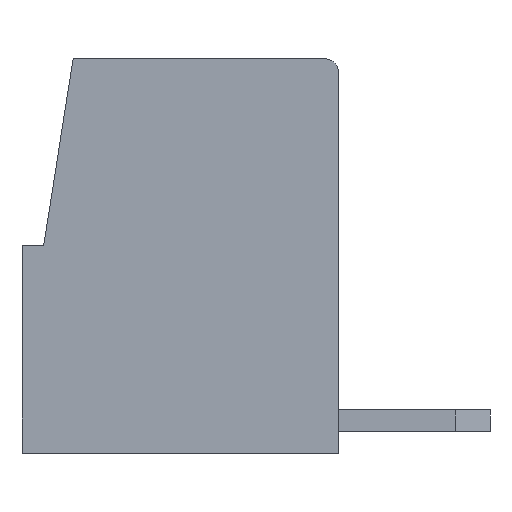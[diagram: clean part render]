
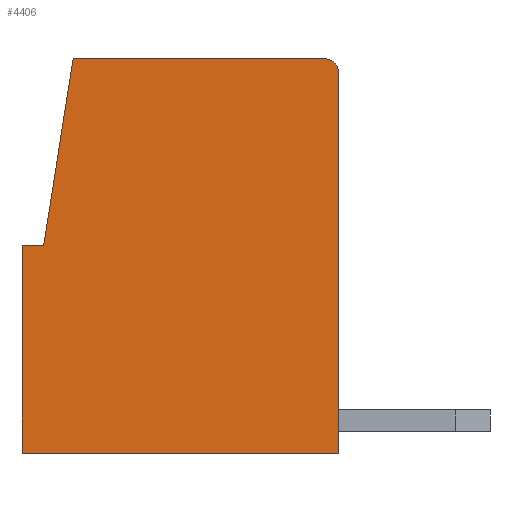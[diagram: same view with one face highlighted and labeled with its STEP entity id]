
A CAD part, left-side view. The second image highlights one B-rep face of the part: STEP entity #4406.
In plain terms, the highlighted planar face has unit normal (-1, 0, 0).
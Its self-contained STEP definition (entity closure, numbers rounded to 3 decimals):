
#67=PLANE('',#5748);
#277=CIRCLE('',#5737,0.3);
#400=ORIENTED_EDGE('',*,*,#1652,.T.);
#401=ORIENTED_EDGE('',*,*,#1609,.F.);
#402=ORIENTED_EDGE('',*,*,#1666,.F.);
#403=ORIENTED_EDGE('',*,*,#1667,.T.);
#404=ORIENTED_EDGE('',*,*,#1668,.T.);
#405=ORIENTED_EDGE('',*,*,#1610,.T.);
#406=ORIENTED_EDGE('',*,*,#1665,.T.);
#1609=EDGE_CURVE('',#2253,#2251,#277,.T.);
#1610=EDGE_CURVE('',#2254,#2255,#2678,.T.);
#1652=EDGE_CURVE('',#2293,#2251,#2719,.T.);
#1665=EDGE_CURVE('',#2255,#2293,#2732,.T.);
#1666=EDGE_CURVE('',#2300,#2253,#2733,.T.);
#1667=EDGE_CURVE('',#2300,#2301,#2734,.T.);
#1668=EDGE_CURVE('',#2301,#2254,#2735,.T.);
#2251=VERTEX_POINT('',#7195);
#2253=VERTEX_POINT('',#7199);
#2254=VERTEX_POINT('',#7203);
#2255=VERTEX_POINT('',#7204);
#2293=VERTEX_POINT('',#7286);
#2300=VERTEX_POINT('',#7314);
#2301=VERTEX_POINT('',#7316);
#2678=LINE('',#7202,#3280);
#2719=LINE('',#7285,#3321);
#2732=LINE('',#7311,#3334);
#2733=LINE('',#7313,#3335);
#2734=LINE('',#7315,#3336);
#2735=LINE('',#7317,#3337);
#3280=VECTOR('',#6031,1000.);
#3321=VECTOR('',#6078,1000.);
#3334=VECTOR('',#6103,1000.);
#3335=VECTOR('',#6106,1000.);
#3336=VECTOR('',#6107,1000.);
#3337=VECTOR('',#6108,1000.);
#3890=EDGE_LOOP('',(#400,#401,#402,#403,#404,#405,#406));
#4140=FACE_BOUND('',#3890,.T.);
#4406=ADVANCED_FACE('',(#4140),#67,.F.);
#5737=AXIS2_PLACEMENT_3D('',#7200,#6027,#6028);
#5748=AXIS2_PLACEMENT_3D('',#7312,#6104,#6105);
#6027=DIRECTION('',(1.,0.,0.));
#6028=DIRECTION('',(0.,-1.,0.));
#6031=DIRECTION('',(0.,0.,-1.));
#6078=DIRECTION('',(0.,0.,1.));
#6103=DIRECTION('',(0.,-1.,0.));
#6104=DIRECTION('',(1.,0.,0.));
#6105=DIRECTION('',(0.,1.,0.));
#6106=DIRECTION('',(0.,-1.,0.));
#6107=DIRECTION('',(0.,0.156,-0.988));
#6108=DIRECTION('',(0.,1.,0.));
#7195=CARTESIAN_POINT('',(-1.75,-7.3,8.8));
#7199=CARTESIAN_POINT('',(-1.75,-7.,9.1));
#7200=CARTESIAN_POINT('',(-1.75,-7.,8.8));
#7202=CARTESIAN_POINT('',(-1.75,0.,0.));
#7203=CARTESIAN_POINT('',(-1.75,0.,4.8));
#7204=CARTESIAN_POINT('',(-1.75,0.,0.));
#7285=CARTESIAN_POINT('',(-1.75,-7.3,0.));
#7286=CARTESIAN_POINT('',(-1.75,-7.3,0.));
#7311=CARTESIAN_POINT('',(-1.75,-3.5,0.));
#7312=CARTESIAN_POINT('',(-1.75,-11.88,0.));
#7313=CARTESIAN_POINT('',(-1.75,-3.5,9.1));
#7314=CARTESIAN_POINT('',(-1.75,-1.181,9.1));
#7315=CARTESIAN_POINT('',(-1.75,0.26,0.));
#7316=CARTESIAN_POINT('',(-1.75,-0.5,4.8));
#7317=CARTESIAN_POINT('',(-1.75,-3.5,4.8));
